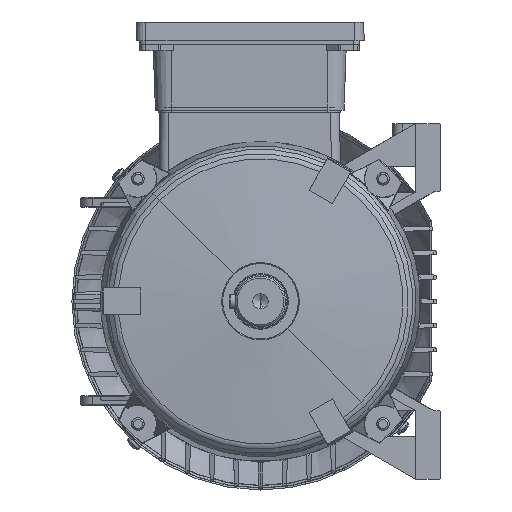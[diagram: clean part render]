
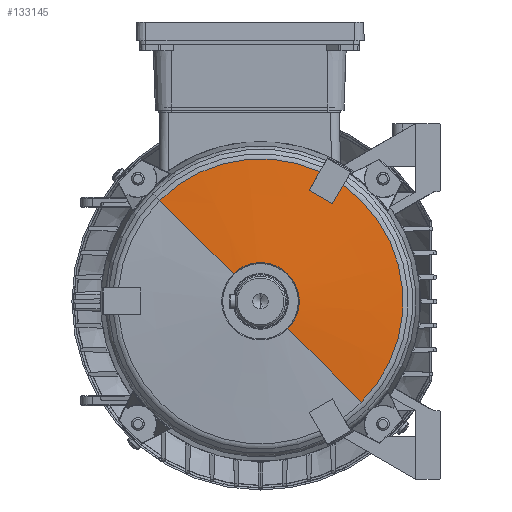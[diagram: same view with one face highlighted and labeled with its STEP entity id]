
A CAD part, left-side view. The second image highlights one B-rep face of the part: STEP entity #133145.
In plain terms, the highlighted conical face has half-angle 85.595 degrees and reference radius 21 mm.
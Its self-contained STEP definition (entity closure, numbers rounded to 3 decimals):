
#1349 = VECTOR ( 'NONE', #38716, 1000. ) ;
#2749 = CARTESIAN_POINT ( 'NONE',  ( -4.495, 0., 79.357 ) ) ;
#3019 = EDGE_CURVE ( 'NONE', #66403, #87523, #136020, .T. ) ;
#4949 = B_SPLINE_CURVE_WITH_KNOTS ( 'NONE', 3,
 ( #39943, #88366, #17673, #54167 ),
 .UNSPECIFIED., .F., .F.,
 ( 4, 4 ),
 ( 0., 0.015 ),
 .UNSPECIFIED. ) ;
#5071 = DIRECTION ( 'NONE',  ( 1., 0., 0. ) ) ;
#5112 = CARTESIAN_POINT ( 'NONE',  ( -4.495, 74.369, 27.692 ) ) ;
#10656 = CARTESIAN_POINT ( 'NONE',  ( -4.495, 78.251, 13.203 ) ) ;
#10873 = CARTESIAN_POINT ( 'NONE',  ( 0., 0., 21. ) ) ;
#13853 = CONICAL_SURFACE ( 'NONE', #130487, 21., 1.494 ) ;
#17673 = CARTESIAN_POINT ( 'NONE',  ( -3.533, 64.07, 19.756 ) ) ;
#19347 = EDGE_CURVE ( 'NONE', #25981, #24188, #4949, .T. ) ;
#24188 = VERTEX_POINT ( 'NONE', #56523 ) ;
#24206 = ORIENTED_EDGE ( 'NONE', *, *, #122210, .F. ) ;
#25265 = LINE ( 'NONE', #110157, #1349 ) ;
#25467 = CIRCLE ( 'NONE', #65952, 79.357 ) ;
#25981 = VERTEX_POINT ( 'NONE', #154588 ) ;
#36303 = EDGE_CURVE ( 'NONE', #24188, #56743, #67716, .T. ) ;
#38716 = DIRECTION ( 'NONE',  ( -0.077, 0., -0.997 ) ) ;
#38899 = EDGE_LOOP ( 'NONE', ( #92646, #144111, #131188, #77003, #139972, #67514, #58602, #24206 ) ) ;
#39943 = CARTESIAN_POINT ( 'NONE',  ( -3.575, 66.658, 10.096 ) ) ;
#42440 = DIRECTION ( 'NONE',  ( 0., 0., -1. ) ) ;
#42683 = DIRECTION ( 'NONE',  ( 1., 0., 0. ) ) ;
#44694 = VERTEX_POINT ( 'NONE', #10656 ) ;
#47367 = EDGE_CURVE ( 'NONE', #56743, #82785, #25467, .T. ) ;
#54167 = CARTESIAN_POINT ( 'NONE',  ( -3.575, 62.776, 24.585 ) ) ;
#54251 = CARTESIAN_POINT ( 'NONE',  ( -0.043, 0., 0. ) ) ;
#56523 = CARTESIAN_POINT ( 'NONE',  ( -3.575, 62.776, 24.585 ) ) ;
#56743 = VERTEX_POINT ( 'NONE', #5112 ) ;
#58602 = ORIENTED_EDGE ( 'NONE', *, *, #47367, .T. ) ;
#59420 = EDGE_CURVE ( 'NONE', #87523, #136624, #25265, .T. ) ;
#65952 = AXIS2_PLACEMENT_3D ( 'NONE', #137865, #42683, #91099 ) ;
#66403 = VERTEX_POINT ( 'NONE', #91273 ) ;
#67514 = ORIENTED_EDGE ( 'NONE', *, *, #36303, .T. ) ;
#67716 = B_SPLINE_CURVE_WITH_KNOTS ( 'NONE', 3,
 ( #123257, #144760, #147803, #109777 ),
 .UNSPECIFIED., .F., .F.,
 ( 4, 4 ),
 ( 0., 0.012 ),
 .UNSPECIFIED. ) ;
#69659 = CARTESIAN_POINT ( 'NONE',  ( -4.188, 74.387, 12.167 ) ) ;
#70240 = EDGE_CURVE ( 'NONE', #136624, #44694, #80519, .T. ) ;
#70505 = DIRECTION ( 'NONE',  ( -0.077, 0., 0.997 ) ) ;
#77003 = ORIENTED_EDGE ( 'NONE', *, *, #144045, .T. ) ;
#80519 = CIRCLE ( 'NONE', #98217, 79.357 ) ;
#82785 = VERTEX_POINT ( 'NONE', #2749 ) ;
#83284 = VECTOR ( 'NONE', #70505, 1000. ) ;
#87523 = VERTEX_POINT ( 'NONE', #156264 ) ;
#88366 = CARTESIAN_POINT ( 'NONE',  ( -3.533, 65.364, 14.926 ) ) ;
#88421 = B_SPLINE_CURVE_WITH_KNOTS ( 'NONE', 3,
 ( #93473, #69659, #141829, #129938 ),
 .UNSPECIFIED., .F., .F.,
 ( 4, 4 ),
 ( 0., 0.012 ),
 .UNSPECIFIED. ) ;
#91099 = DIRECTION ( 'NONE',  ( 0., 0., -1. ) ) ;
#91273 = CARTESIAN_POINT ( 'NONE',  ( -0.043, 0., 21.553 ) ) ;
#92646 = ORIENTED_EDGE ( 'NONE', *, *, #3019, .T. ) ;
#93473 = CARTESIAN_POINT ( 'NONE',  ( -4.495, 78.251, 13.203 ) ) ;
#98217 = AXIS2_PLACEMENT_3D ( 'NONE', #152719, #5071, #42440 ) ;
#101076 = DIRECTION ( 'NONE',  ( -1., 0., 0. ) ) ;
#109777 = CARTESIAN_POINT ( 'NONE',  ( -4.495, 74.369, 27.692 ) ) ;
#110157 = CARTESIAN_POINT ( 'NONE',  ( 0., 0., -21. ) ) ;
#115151 = CARTESIAN_POINT ( 'NONE',  ( 0., 0., 0. ) ) ;
#118058 = LINE ( 'NONE', #10873, #83284 ) ;
#122210 = EDGE_CURVE ( 'NONE', #66403, #82785, #118058, .T. ) ;
#123257 = CARTESIAN_POINT ( 'NONE',  ( -3.575, 62.776, 24.585 ) ) ;
#123875 = CARTESIAN_POINT ( 'NONE',  ( -4.495, 0., -79.357 ) ) ;
#127093 = FACE_OUTER_BOUND ( 'NONE', #38899, .T. ) ;
#127275 = DIRECTION ( 'NONE',  ( 0., 0., -1. ) ) ;
#129938 = CARTESIAN_POINT ( 'NONE',  ( -3.575, 66.658, 10.096 ) ) ;
#130487 = AXIS2_PLACEMENT_3D ( 'NONE', #115151, #149319, #150894 ) ;
#131188 = ORIENTED_EDGE ( 'NONE', *, *, #70240, .T. ) ;
#133145 = ADVANCED_FACE ( 'NONE', ( #127093 ), #13853, .T. ) ;
#136020 = CIRCLE ( 'NONE', #156405, 21.553 ) ;
#136624 = VERTEX_POINT ( 'NONE', #123875 ) ;
#137865 = CARTESIAN_POINT ( 'NONE',  ( -4.495, 0., 0. ) ) ;
#139972 = ORIENTED_EDGE ( 'NONE', *, *, #19347, .T. ) ;
#141829 = CARTESIAN_POINT ( 'NONE',  ( -3.882, 70.522, 11.132 ) ) ;
#144045 = EDGE_CURVE ( 'NONE', #44694, #25981, #88421, .T. ) ;
#144111 = ORIENTED_EDGE ( 'NONE', *, *, #59420, .T. ) ;
#144760 = CARTESIAN_POINT ( 'NONE',  ( -3.882, 66.64, 25.621 ) ) ;
#147803 = CARTESIAN_POINT ( 'NONE',  ( -4.188, 70.504, 26.656 ) ) ;
#149319 = DIRECTION ( 'NONE',  ( -1., 0., 0. ) ) ;
#150894 = DIRECTION ( 'NONE',  ( 0., 0., 1. ) ) ;
#152719 = CARTESIAN_POINT ( 'NONE',  ( -4.495, 0., 0. ) ) ;
#154588 = CARTESIAN_POINT ( 'NONE',  ( -3.575, 66.658, 10.096 ) ) ;
#156264 = CARTESIAN_POINT ( 'NONE',  ( -0.043, 0., -21.553 ) ) ;
#156405 = AXIS2_PLACEMENT_3D ( 'NONE', #54251, #101076, #127275 ) ;
